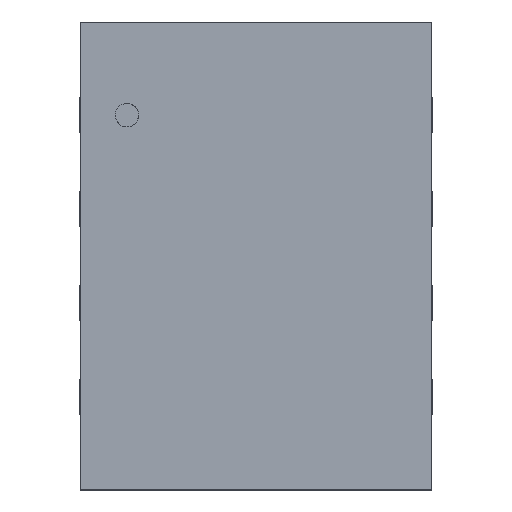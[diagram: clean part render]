
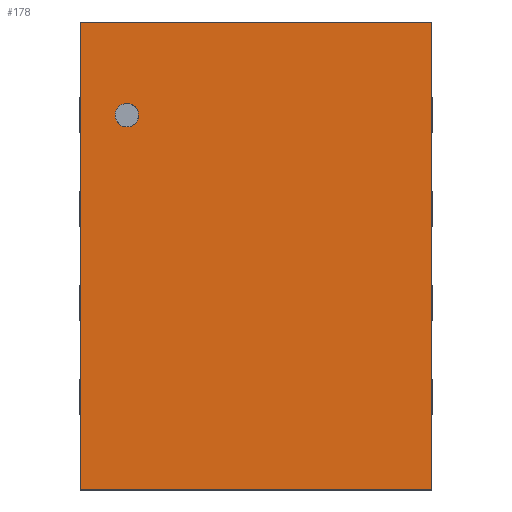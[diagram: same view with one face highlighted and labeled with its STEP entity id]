
A CAD part, top view. The second image highlights one B-rep face of the part: STEP entity #178.
In plain terms, the highlighted planar face has unit normal (0, 0, 1).
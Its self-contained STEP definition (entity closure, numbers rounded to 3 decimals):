
#178=ADVANCED_FACE('',(#285),#1462,.T.);
#285=FACE_OUTER_BOUND('',#392,.T.);
#392=EDGE_LOOP('',(#823,#824,#825,#826));
#823=ORIENTED_EDGE('',*,*,#1034,.F.);
#824=ORIENTED_EDGE('',*,*,#1038,.F.);
#825=ORIENTED_EDGE('',*,*,#1041,.F.);
#826=ORIENTED_EDGE('',*,*,#1043,.F.);
#1034=EDGE_CURVE('',#1362,#1363,#1224,.T.);
#1038=EDGE_CURVE('',#1365,#1362,#1228,.T.);
#1041=EDGE_CURVE('',#1367,#1365,#1231,.T.);
#1043=EDGE_CURVE('',#1363,#1367,#1233,.T.);
#1224=B_SPLINE_CURVE_WITH_KNOTS('',1,(#2471,#2472),.UNSPECIFIED.,.F.,.F.,
(2,2),(0.,3.988),.UNSPECIFIED.);
#1228=B_SPLINE_CURVE_WITH_KNOTS('',1,(#2479,#2480),.UNSPECIFIED.,.F.,.F.,
(2,2),(0.,3.988),.UNSPECIFIED.);
#1231=B_SPLINE_CURVE_WITH_KNOTS('',1,(#2485,#2486),.UNSPECIFIED.,.F.,.F.,
(2,2),(0.,3.988),.UNSPECIFIED.);
#1233=B_SPLINE_CURVE_WITH_KNOTS('',1,(#2489,#2490),.UNSPECIFIED.,.F.,.F.,
(2,2),(0.,3.988),.UNSPECIFIED.);
#1362=VERTEX_POINT('',#2461);
#1363=VERTEX_POINT('',#2462);
#1365=VERTEX_POINT('',#2464);
#1367=VERTEX_POINT('',#2466);
#1462=PLANE('',#1654);
#1654=AXIS2_PLACEMENT_3D('',#2458,#1761,$);
#1761=DIRECTION('',(0.,0.,1.));
#2458=CARTESIAN_POINT('',(1.729,-2.419,0.508));
#2461=CARTESIAN_POINT('',(1.429,-2.02,0.508));
#2462=CARTESIAN_POINT('',(-1.571,-2.02,0.508));
#2464=CARTESIAN_POINT('',(1.429,1.968,0.508));
#2466=CARTESIAN_POINT('',(-1.571,1.968,0.508));
#2471=CARTESIAN_POINT('',(1.429,-2.02,0.508));
#2472=CARTESIAN_POINT('',(-1.571,-2.02,0.508));
#2479=CARTESIAN_POINT('',(1.429,1.968,0.508));
#2480=CARTESIAN_POINT('',(1.429,-2.02,0.508));
#2485=CARTESIAN_POINT('',(-1.571,1.968,0.508));
#2486=CARTESIAN_POINT('',(1.429,1.968,0.508));
#2489=CARTESIAN_POINT('',(-1.571,-2.02,0.508));
#2490=CARTESIAN_POINT('',(-1.571,1.968,0.508));
